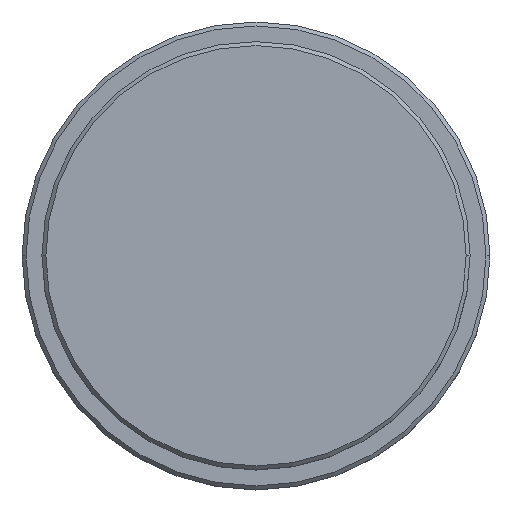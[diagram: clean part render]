
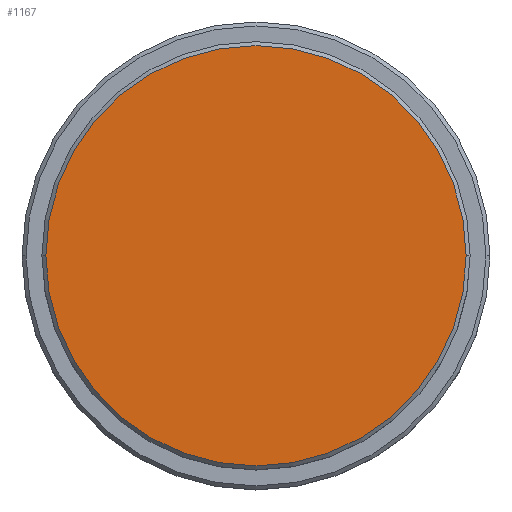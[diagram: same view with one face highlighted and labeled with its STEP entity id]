
A CAD part, top view. The second image highlights one B-rep face of the part: STEP entity #1167.
In plain terms, the highlighted planar face has unit normal (0, 0, 1).
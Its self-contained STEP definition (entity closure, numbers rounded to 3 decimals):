
#4 = EDGE_CURVE ( 'NONE', #622, #893, #719, .T. ) ;
#38 = CARTESIAN_POINT ( 'NONE',  ( -26.5, 0., 0. ) ) ;
#279 = AXIS2_PLACEMENT_3D ( 'NONE', #826, #1258, #1158 ) ;
#402 = EDGE_LOOP ( 'NONE', ( #1295, #454 ) ) ;
#413 = CARTESIAN_POINT ( 'NONE',  ( 26.5, 0., 0. ) ) ;
#454 = ORIENTED_EDGE ( 'NONE', *, *, #4, .T. ) ;
#487 = AXIS2_PLACEMENT_3D ( 'NONE', #801, #1320, #944 ) ;
#502 = FACE_OUTER_BOUND ( 'NONE', #402, .T. ) ;
#622 = VERTEX_POINT ( 'NONE', #413 ) ;
#719 = CIRCLE ( 'NONE', #487, 26.5 ) ;
#767 = EDGE_CURVE ( 'NONE', #893, #622, #1370, .T. ) ;
#770 = DIRECTION ( 'NONE',  ( 1., 0., 0. ) ) ;
#784 = AXIS2_PLACEMENT_3D ( 'NONE', #983, #1188, #770 ) ;
#801 = CARTESIAN_POINT ( 'NONE',  ( 0., 0., 0. ) ) ;
#826 = CARTESIAN_POINT ( 'NONE',  ( 0., 0., 0. ) ) ;
#893 = VERTEX_POINT ( 'NONE', #38 ) ;
#926 = PLANE ( 'NONE',  #279 ) ;
#944 = DIRECTION ( 'NONE',  ( 1., 0., 0. ) ) ;
#983 = CARTESIAN_POINT ( 'NONE',  ( 0., 0., 0. ) ) ;
#1158 = DIRECTION ( 'NONE',  ( 1., 0., 0. ) ) ;
#1167 = ADVANCED_FACE ( 'NONE', ( #502 ), #926, .T. ) ;
#1188 = DIRECTION ( 'NONE',  ( 0., 0., 1. ) ) ;
#1258 = DIRECTION ( 'NONE',  ( 0., 0., 1. ) ) ;
#1295 = ORIENTED_EDGE ( 'NONE', *, *, #767, .T. ) ;
#1320 = DIRECTION ( 'NONE',  ( 0., 0., 1. ) ) ;
#1370 = CIRCLE ( 'NONE', #784, 26.5 ) ;
